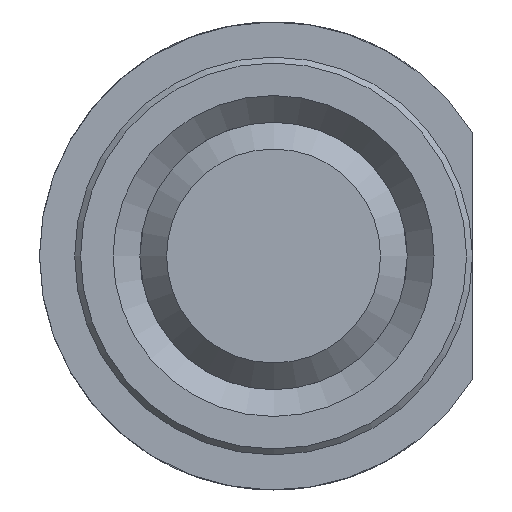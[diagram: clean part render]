
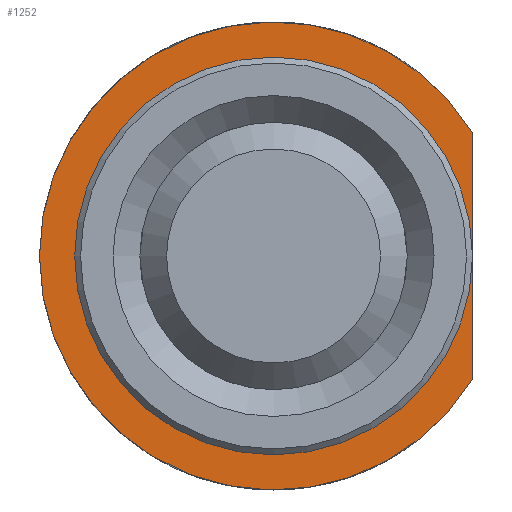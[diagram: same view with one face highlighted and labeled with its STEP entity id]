
A CAD part, left-side view. The second image highlights one B-rep face of the part: STEP entity #1252.
In plain terms, the highlighted planar face has unit normal (-1, 0, 0).
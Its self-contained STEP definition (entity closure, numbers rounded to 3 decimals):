
#37=PLANE('',#1423);
#144=FACE_OUTER_BOUND('',#223,.T.);
#223=EDGE_LOOP('',(#879,#880,#881,#882,#883));
#310=CIRCLE('',#1420,3.5);
#312=CIRCLE('',#1424,2.975);
#313=CIRCLE('',#1425,2.975);
#372=LINE('',#2046,#468);
#373=LINE('',#2050,#469);
#468=VECTOR('',#1581,1000.);
#469=VECTOR('',#1586,1000.);
#562=VERTEX_POINT('',#1950);
#565=VERTEX_POINT('',#1956);
#571=VERTEX_POINT('',#2045);
#572=VERTEX_POINT('',#2047);
#681=EDGE_CURVE('',#565,#562,#310,.T.);
#689=EDGE_CURVE('',#571,#565,#372,.T.);
#690=EDGE_CURVE('',#571,#572,#312,.T.);
#691=EDGE_CURVE('',#572,#571,#313,.T.);
#692=EDGE_CURVE('',#562,#571,#373,.T.);
#879=ORIENTED_EDGE('',*,*,#689,.F.);
#880=ORIENTED_EDGE('',*,*,#690,.T.);
#881=ORIENTED_EDGE('',*,*,#691,.T.);
#882=ORIENTED_EDGE('',*,*,#692,.F.);
#883=ORIENTED_EDGE('',*,*,#681,.F.);
#1252=ADVANCED_FACE('',(#144),#37,.F.);
#1420=AXIS2_PLACEMENT_3D('',#1958,#1572,#1573);
#1423=AXIS2_PLACEMENT_3D('',#2044,#1579,#1580);
#1424=AXIS2_PLACEMENT_3D('',#2048,#1582,#1583);
#1425=AXIS2_PLACEMENT_3D('',#2049,#1584,#1585);
#1572=DIRECTION('center_axis',(1.,0.,0.));
#1573=DIRECTION('ref_axis',(0.,0.,-1.));
#1579=DIRECTION('center_axis',(1.,0.,0.));
#1580=DIRECTION('ref_axis',(0.,0.,-1.));
#1581=DIRECTION('',(0.,0.,-1.));
#1582=DIRECTION('center_axis',(1.,0.,0.));
#1583=DIRECTION('ref_axis',(0.,0.,-1.));
#1584=DIRECTION('center_axis',(1.,0.,0.));
#1585=DIRECTION('ref_axis',(0.,0.,-1.));
#1586=DIRECTION('',(0.,0.,-1.));
#1950=CARTESIAN_POINT('',(-20.,-2.975,1.844));
#1956=CARTESIAN_POINT('',(-20.,-2.975,-1.844));
#1958=CARTESIAN_POINT('Origin',(-20.,0.,0.));
#2044=CARTESIAN_POINT('Origin',(-20.,2.975,0.));
#2045=CARTESIAN_POINT('',(-20.,-2.975,0.));
#2046=CARTESIAN_POINT('',(-20.,-2.975,0.));
#2047=CARTESIAN_POINT('',(-20.,0.,2.975));
#2048=CARTESIAN_POINT('Origin',(-20.,0.,0.));
#2049=CARTESIAN_POINT('Origin',(-20.,0.,0.));
#2050=CARTESIAN_POINT('',(-20.,-2.975,0.));
